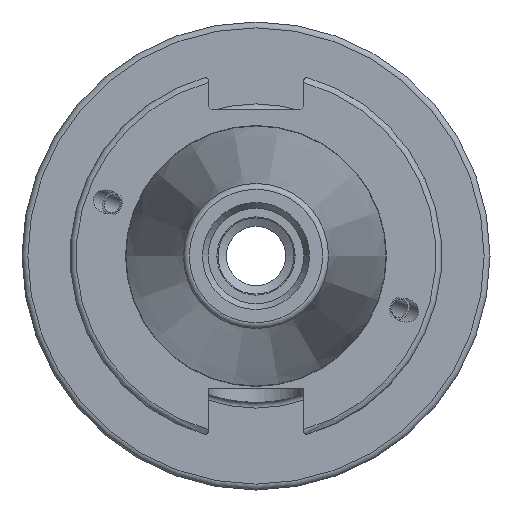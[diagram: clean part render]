
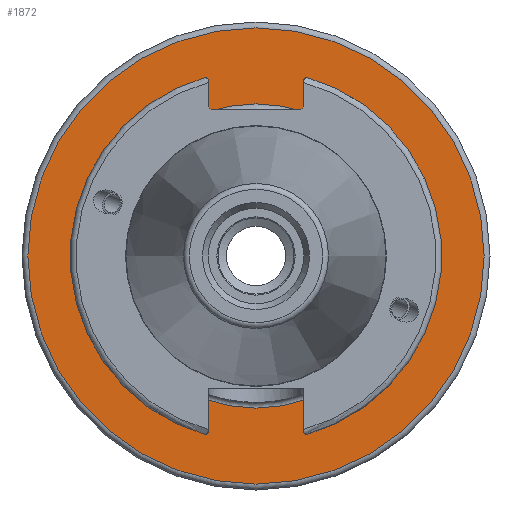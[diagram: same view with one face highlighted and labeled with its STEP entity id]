
A CAD part, left-side view. The second image highlights one B-rep face of the part: STEP entity #1872.
In plain terms, the highlighted planar face has unit normal (-1, 0, 0).
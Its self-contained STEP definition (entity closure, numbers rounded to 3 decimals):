
#125=FACE_BOUND('',#304,.T.);
#142=PLANE('',#2043);
#189=FACE_OUTER_BOUND('',#303,.T.);
#303=EDGE_LOOP('',(#1306));
#304=EDGE_LOOP('',(#1307));
#639=CIRCLE('',#2041,26.);
#641=CIRCLE('',#2044,39.);
#770=VERTEX_POINT('',#2970);
#771=VERTEX_POINT('',#2975);
#976=EDGE_CURVE('',#770,#770,#639,.T.);
#978=EDGE_CURVE('',#771,#771,#641,.T.);
#1306=ORIENTED_EDGE('',*,*,#978,.F.);
#1307=ORIENTED_EDGE('',*,*,#976,.F.);
#1872=ADVANCED_FACE('',(#189,#125),#142,.T.);
#2041=AXIS2_PLACEMENT_3D('',#2972,#2366,#2367);
#2043=AXIS2_PLACEMENT_3D('',#2974,#2370,#2371);
#2044=AXIS2_PLACEMENT_3D('',#2976,#2372,#2373);
#2366=DIRECTION('center_axis',(-1.,0.,0.));
#2367=DIRECTION('ref_axis',(0.,-1.,0.));
#2370=DIRECTION('center_axis',(-1.,0.,0.));
#2371=DIRECTION('ref_axis',(0.,0.,1.));
#2372=DIRECTION('center_axis',(1.,0.,0.));
#2373=DIRECTION('ref_axis',(0.,-1.,0.));
#2970=CARTESIAN_POINT('',(35.,0.,26.));
#2972=CARTESIAN_POINT('Origin',(35.,0.,0.));
#2974=CARTESIAN_POINT('Origin',(35.,40.,0.));
#2975=CARTESIAN_POINT('',(35.,0.,39.));
#2976=CARTESIAN_POINT('Origin',(35.,0.,0.));
